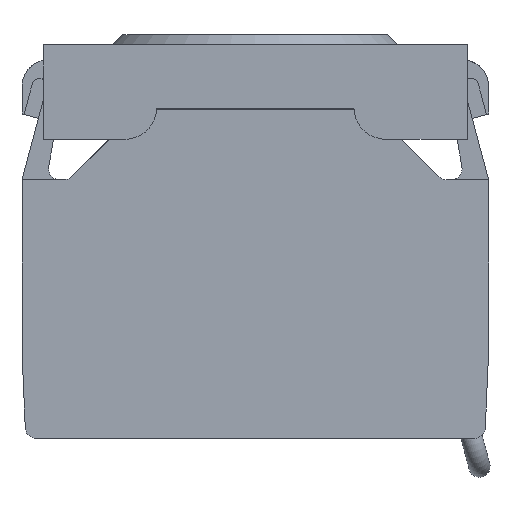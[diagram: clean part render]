
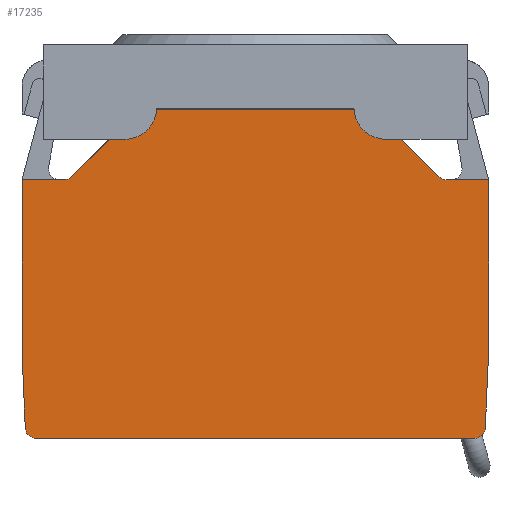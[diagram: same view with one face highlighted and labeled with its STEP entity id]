
A CAD part, front view. The second image highlights one B-rep face of the part: STEP entity #17235.
In plain terms, the highlighted planar face has unit normal (0, -1, 0).
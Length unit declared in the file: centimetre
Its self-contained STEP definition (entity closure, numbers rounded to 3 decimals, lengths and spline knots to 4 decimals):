
#794=CIRCLE($,#18562,0.1);
#795=CIRCLE($,#18563,0.1);
#796=CIRCLE($,#18564,0.1);
#797=CIRCLE($,#18565,0.1);
#1622=FACE_OUTER_BOUND($,#2549,.T.);
#2549=EDGE_LOOP($,(#15320,#15321,#15322,#15323,#15324,#15325,#15326,#15327,
#15328,#15329,#15330,#15331,#15332,#15333));
#4478=LINE($,#28395,#6450);
#4479=LINE($,#28397,#6451);
#4480=LINE($,#28399,#6452);
#4481=LINE($,#28403,#6453);
#4482=LINE($,#28405,#6454);
#4483=LINE($,#28407,#6455);
#4484=LINE($,#28411,#6456);
#4485=LINE($,#28415,#6457);
#4486=LINE($,#28417,#6458);
#4487=LINE($,#28419,#6459);
#6450=VECTOR($,#22996,0.892);
#6451=VECTOR($,#22997,2.2);
#6452=VECTOR($,#22998,0.892);
#6453=VECTOR($,#23001,0.3986);
#6454=VECTOR($,#23002,1.63);
#6455=VECTOR($,#23003,0.715);
#6456=VECTOR($,#23006,4.1378);
#6457=VECTOR($,#23009,0.715);
#6458=VECTOR($,#23010,1.63);
#6459=VECTOR($,#23011,0.3986);
#8125=VERTEX_POINT($,#28393);
#8126=VERTEX_POINT($,#28394);
#8127=VERTEX_POINT($,#28396);
#8128=VERTEX_POINT($,#28398);
#8129=VERTEX_POINT($,#28400);
#8130=VERTEX_POINT($,#28402);
#8131=VERTEX_POINT($,#28404);
#8132=VERTEX_POINT($,#28406);
#8133=VERTEX_POINT($,#28408);
#8134=VERTEX_POINT($,#28410);
#8135=VERTEX_POINT($,#28412);
#8136=VERTEX_POINT($,#28414);
#8137=VERTEX_POINT($,#28416);
#8138=VERTEX_POINT($,#28418);
#10566=EDGE_CURVE($,#8125,#8126,#4478,.T.);
#10567=EDGE_CURVE($,#8126,#8127,#4479,.T.);
#10568=EDGE_CURVE($,#8127,#8128,#4480,.T.);
#10569=EDGE_CURVE($,#8128,#8129,#794,.T.);
#10570=EDGE_CURVE($,#8129,#8130,#4481,.T.);
#10571=EDGE_CURVE($,#8130,#8131,#4482,.T.);
#10572=EDGE_CURVE($,#8131,#8132,#4483,.T.);
#10573=EDGE_CURVE($,#8132,#8133,#795,.T.);
#10574=EDGE_CURVE($,#8133,#8134,#4484,.T.);
#10575=EDGE_CURVE($,#8134,#8135,#796,.T.);
#10576=EDGE_CURVE($,#8135,#8136,#4485,.T.);
#10577=EDGE_CURVE($,#8136,#8137,#4486,.T.);
#10578=EDGE_CURVE($,#8137,#8138,#4487,.T.);
#10579=EDGE_CURVE($,#8138,#8125,#797,.T.);
#15320=ORIENTED_EDGE($,*,*,#10566,.T.);
#15321=ORIENTED_EDGE($,*,*,#10567,.T.);
#15322=ORIENTED_EDGE($,*,*,#10568,.T.);
#15323=ORIENTED_EDGE($,*,*,#10569,.T.);
#15324=ORIENTED_EDGE($,*,*,#10570,.T.);
#15325=ORIENTED_EDGE($,*,*,#10571,.T.);
#15326=ORIENTED_EDGE($,*,*,#10572,.T.);
#15327=ORIENTED_EDGE($,*,*,#10573,.T.);
#15328=ORIENTED_EDGE($,*,*,#10574,.T.);
#15329=ORIENTED_EDGE($,*,*,#10575,.T.);
#15330=ORIENTED_EDGE($,*,*,#10576,.T.);
#15331=ORIENTED_EDGE($,*,*,#10577,.T.);
#15332=ORIENTED_EDGE($,*,*,#10578,.T.);
#15333=ORIENTED_EDGE($,*,*,#10579,.T.);
#16382=PLANE($,#18561);
#17235=ADVANCED_FACE($,(#1622),#16382,.F.);
#18561=AXIS2_PLACEMENT_3D($,#28392,#22994,#22995);
#18562=AXIS2_PLACEMENT_3D($,#28401,#22999,#23000);
#18563=AXIS2_PLACEMENT_3D($,#28409,#23004,#23005);
#18564=AXIS2_PLACEMENT_3D($,#28413,#23007,#23008);
#18565=AXIS2_PLACEMENT_3D($,#28420,#23012,#23013);
#22994=DIRECTION('center_axis',(0.,1.,0.));
#22995=DIRECTION('ref_axis',(-1.,0.,0.));
#22996=DIRECTION($,(-0.707,0.,0.707));
#22997=DIRECTION($,(-1.,0.,0.));
#22998=DIRECTION($,(-0.707,0.,-0.707));
#22999=DIRECTION('center_axis',(0.,1.,0.));
#23000=DIRECTION('ref_axis',(0.707,0.,-0.707));
#23001=DIRECTION($,(-1.,0.,0.));
#23002=DIRECTION($,(0.,0.,-1.));
#23003=DIRECTION($,(0.044,0.,-0.999));
#23004=DIRECTION('center_axis',(0.,-1.,0.));
#23005=DIRECTION('ref_axis',(0.,0.,
1.));
#23006=DIRECTION($,(1.,0.,0.));
#23007=DIRECTION('center_axis',(0.,-1.,0.));
#23008=DIRECTION('ref_axis',(-0.999,0.,0.044));
#23009=DIRECTION($,(0.044,0.,0.999));
#23010=DIRECTION($,(0.,0.,1.));
#23011=DIRECTION($,(-1.,0.,0.));
#23012=DIRECTION('center_axis',(0.,1.,0.));
#23013=DIRECTION('ref_axis',(0.,0.,
-1.));
#28392=CARTESIAN_POINT('Origin',(-3.6039,-0.6643,184.3314));
#28393=CARTESIAN_POINT('',(-1.8732,-0.6643,185.3741));
#28394=CARTESIAN_POINT('',(-2.5039,-0.6643,186.0049));
#28395=CARTESIAN_POINT($,(-1.8732,-0.6643,185.3741));
#28396=CARTESIAN_POINT('',(-4.7039,-0.6643,186.0049));
#28397=CARTESIAN_POINT($,(-2.5039,-0.6643,186.0049));
#28398=CARTESIAN_POINT('',(-5.3346,-0.6643,185.3741));
#28399=CARTESIAN_POINT($,(-4.7039,-0.6643,186.0049));
#28400=CARTESIAN_POINT('',(-5.4054,-0.6643,185.3449));
#28401=CARTESIAN_POINT('Origin',(-5.4054,-0.6643,185.4449));
#28402=CARTESIAN_POINT('',(-5.8039,-0.6643,185.3449));
#28403=CARTESIAN_POINT($,(-5.4054,-0.6643,185.3449));
#28404=CARTESIAN_POINT('',(-5.8039,-0.6643,183.7149));
#28405=CARTESIAN_POINT($,(-5.8039,-0.6643,185.3449));
#28406=CARTESIAN_POINT('',(-5.7727,-0.6643,183.0005));
#28407=CARTESIAN_POINT($,(-5.8039,-0.6643,183.7149));
#28408=CARTESIAN_POINT('',(-5.6728,-0.6643,182.9049));
#28409=CARTESIAN_POINT('Origin',(-5.6728,-0.6643,183.0049));
#28410=CARTESIAN_POINT('',(-1.535,-0.6643,182.9049));
#28411=CARTESIAN_POINT($,(-5.6728,-0.6643,182.9049));
#28412=CARTESIAN_POINT('',(-1.4351,-0.6643,183.0005));
#28413=CARTESIAN_POINT('Origin',(-1.535,-0.6643,183.0049));
#28414=CARTESIAN_POINT('',(-1.4039,-0.6643,183.7149));
#28415=CARTESIAN_POINT($,(-1.4351,-0.6643,183.0005));
#28416=CARTESIAN_POINT('',(-1.4039,-0.6643,185.3449));
#28417=CARTESIAN_POINT($,(-1.4039,-0.6643,183.7149));
#28418=CARTESIAN_POINT('',(-1.8025,-0.6643,185.3449));
#28419=CARTESIAN_POINT($,(-1.4039,-0.6643,185.3449));
#28420=CARTESIAN_POINT('Origin',(-1.8025,-0.6643,185.4449));
